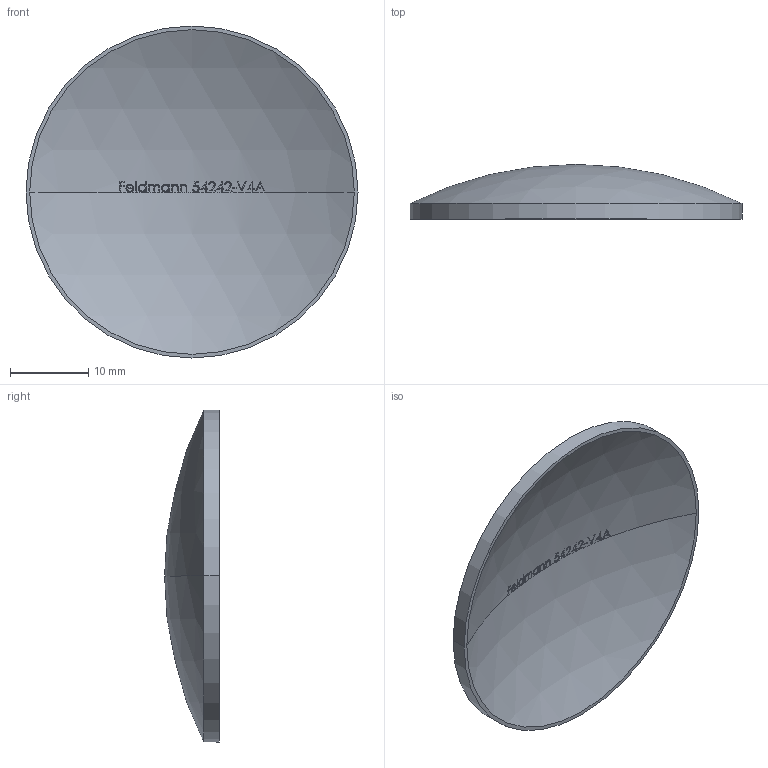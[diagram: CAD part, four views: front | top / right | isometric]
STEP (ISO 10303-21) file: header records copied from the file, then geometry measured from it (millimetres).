
FILE_DESCRIPTION (( 'STEP AP203' ), '1' );
FILE_NAME ('54242-V4A.step', '2018-12-11T12:11:08', ( '' ), ( '' ), 'SwSTEP 2.0', 'SolidWorks 2015', '' );
FILE_SCHEMA (( 'CONFIG_CONTROL_DESIGN' ));
Length unit declared in the file: millimetre
Products named in the file (1): 54242-V4A
Bounding box: 42.4 x 7 x 42.4 mm (x, y, z)
Volume: 2980.5 mm3; surface area: 3256.9 mm2
Topology: 1 solids, 1 shells, 243 faces, 658 edges, 426 vertices
Faces by surface type: plane 134, bspline 68, sphere 39, cylinder 2
Entity records: 11286 total; most frequent: CARTESIAN_POINT 5386, ORIENTED_EDGE 1316, DIRECTION 1113, EDGE_CURVE 658, AXIS2_PLACEMENT_3D 455, VERTEX_POINT 426, CIRCLE 279, EDGE_LOOP 252
